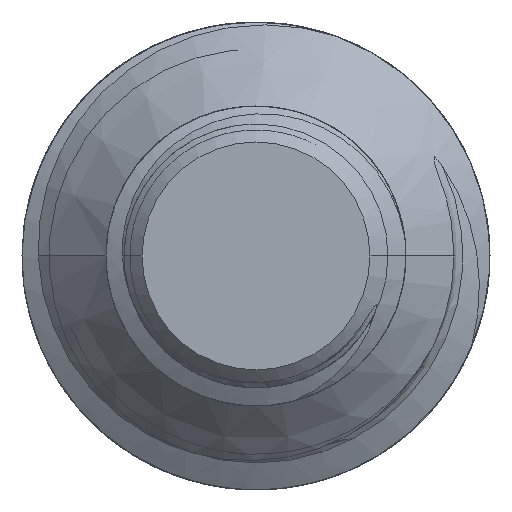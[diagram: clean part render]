
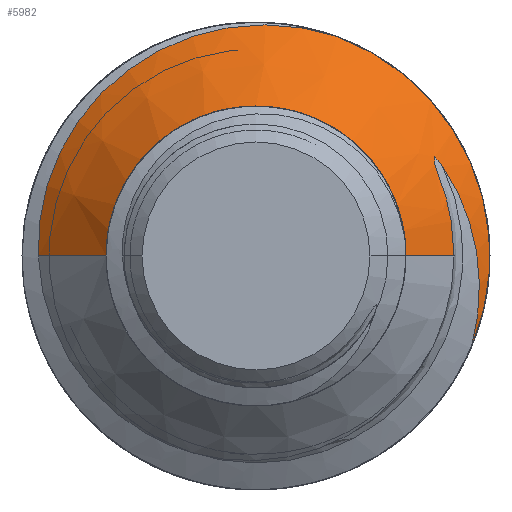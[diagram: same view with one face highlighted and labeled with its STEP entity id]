
A CAD part, left-side view. The second image highlights one B-rep face of the part: STEP entity #5982.
In plain terms, the highlighted conical face has half-angle 45 degrees and reference radius 1.6 mm.
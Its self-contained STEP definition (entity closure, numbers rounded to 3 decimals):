
#957=CARTESIAN_POINT('',(-11.3,-1.792,-0.769));
#1972=CARTESIAN_POINT('',(-11.3,0.,0.));
#1973=DIRECTION('',(1.,0.,0.));
#1974=DIRECTION('',(0.,-0.349,0.937));
#1975=AXIS2_PLACEMENT_3D('',#1972,#1973,#1974);
#1977=CARTESIAN_POINT('',(-11.3,-1.792,-0.769));
#1978=CARTESIAN_POINT('',(-11.315,-1.822,
-0.662));
#1979=CARTESIAN_POINT('',(-11.344,-1.862,
-0.446));
#1980=CARTESIAN_POINT('',(-11.389,-1.866,
-0.122));
#1981=CARTESIAN_POINT('',(-11.434,-1.815,
0.192));
#1982=CARTESIAN_POINT('',(-11.479,-1.711,
0.487));
#1983=CARTESIAN_POINT('',(-11.51,-1.611,
0.665));
#1984=CARTESIAN_POINT('',(-11.525,-1.555,0.748));
#1986=CARTESIAN_POINT('',(-11.6,-1.65,
0.));
#1987=CARTESIAN_POINT('',(-11.6,-1.65,
0.025));
#1988=CARTESIAN_POINT('',(-11.6,-1.649,
0.073));
#1989=CARTESIAN_POINT('',(-11.599,-1.645,
0.14));
#1990=CARTESIAN_POINT('',(-11.599,-1.639,
0.201));
#1991=CARTESIAN_POINT('',(-11.598,-1.632,
0.257));
#1992=CARTESIAN_POINT('',(-11.597,-1.624,
0.307));
#1993=CARTESIAN_POINT('',(-11.596,-1.616,
0.353));
#1994=CARTESIAN_POINT('',(-11.596,-1.607,
0.395));
#1995=CARTESIAN_POINT('',(-11.595,-1.598,
0.433));
#1996=CARTESIAN_POINT('',(-11.594,-1.589,
0.467));
#1997=CARTESIAN_POINT('',(-11.593,-1.581,
0.499));
#1998=CARTESIAN_POINT('',(-11.592,-1.572,
0.527));
#1999=CARTESIAN_POINT('',(-11.591,-1.565,
0.552));
#2000=CARTESIAN_POINT('',(-11.59,-1.557,
0.576));
#2001=CARTESIAN_POINT('',(-11.589,-1.55,
0.597));
#2002=CARTESIAN_POINT('',(-11.588,-1.544,
0.617));
#2003=CARTESIAN_POINT('',(-11.587,-1.537,
0.636));
#2004=CARTESIAN_POINT('',(-11.585,-1.531,
0.654));
#2005=CARTESIAN_POINT('',(-11.584,-1.525,
0.671));
#2006=CARTESIAN_POINT('',(-11.583,-1.519,
0.687));
#2007=CARTESIAN_POINT('',(-11.582,-1.513,
0.703));
#2008=CARTESIAN_POINT('',(-11.58,-1.507,
0.718));
#2009=CARTESIAN_POINT('',(-11.579,-1.502,
0.733));
#2010=CARTESIAN_POINT('',(-11.577,-1.497,
0.746));
#2011=CARTESIAN_POINT('',(-11.576,-1.493,
0.758));
#2012=CARTESIAN_POINT('',(-11.574,-1.489,
0.769));
#2013=CARTESIAN_POINT('',(-11.573,-1.485,
0.779));
#2014=CARTESIAN_POINT('',(-11.571,-1.482,
0.788));
#2015=CARTESIAN_POINT('',(-11.57,-1.48,
0.796));
#2016=CARTESIAN_POINT('',(-11.568,-1.477,
0.804));
#2017=CARTESIAN_POINT('',(-11.566,-1.476,
0.812));
#2018=CARTESIAN_POINT('',(-11.564,-1.474,
0.819));
#2019=CARTESIAN_POINT('',(-11.561,-1.474,
0.825));
#2020=CARTESIAN_POINT('',(-11.557,-1.476,
0.83));
#2021=CARTESIAN_POINT('',(-11.553,-1.48,
0.831));
#2022=CARTESIAN_POINT('',(-11.549,-1.485,
0.829));
#2023=CARTESIAN_POINT('',(-11.547,-1.49,
0.826));
#2024=CARTESIAN_POINT('',(-11.545,-1.494,
0.822));
#2025=CARTESIAN_POINT('',(-11.543,-1.499,
0.817));
#2026=CARTESIAN_POINT('',(-11.541,-1.504,
0.812));
#2027=CARTESIAN_POINT('',(-11.539,-1.509,
0.807));
#2028=CARTESIAN_POINT('',(-11.537,-1.514,
0.801));
#2029=CARTESIAN_POINT('',(-11.535,-1.52,
0.794));
#2030=CARTESIAN_POINT('',(-11.533,-1.526,
0.787));
#2031=CARTESIAN_POINT('',(-11.531,-1.532,
0.778));
#2032=CARTESIAN_POINT('',(-11.529,-1.539,
0.769));
#2033=CARTESIAN_POINT('',(-11.527,-1.547,
0.759));
#2034=CARTESIAN_POINT('',(-11.526,-1.552,
0.752));
#2035=CARTESIAN_POINT('',(-11.525,-1.555,0.748));
#2037=DIRECTION('',(0.707,-0.707,0.));
#2038=VECTOR('',#2037,0.566);
#2039=CARTESIAN_POINT('',(-12.,-1.25,
0.));
#2040=LINE('',#2039,#2038);
#2041=CARTESIAN_POINT('',(-11.3,-0.681,1.827));
#2042=CARTESIAN_POINT('',(-11.304,-0.584,
1.859));
#2043=CARTESIAN_POINT('',(-11.311,-0.384,
1.909));
#2044=CARTESIAN_POINT('',(-11.322,-0.076,
1.934));
#2045=CARTESIAN_POINT('',(-11.334,0.235,
1.91));
#2046=CARTESIAN_POINT('',(-11.345,0.534,
1.837));
#2047=CARTESIAN_POINT('',(-11.356,0.814,
1.719));
#2048=CARTESIAN_POINT('',(-11.368,1.072,1.557));
#2049=CARTESIAN_POINT('',(-11.379,1.298,1.359));
#2050=CARTESIAN_POINT('',(-11.39,1.489,1.127));
#2051=CARTESIAN_POINT('',(-11.402,1.64,
0.869));
#2052=CARTESIAN_POINT('',(-11.413,1.749,
0.587));
#2053=CARTESIAN_POINT('',(-11.425,1.81,
0.293));
#2054=CARTESIAN_POINT('',(-11.432,1.818,
0.097));
#2055=CARTESIAN_POINT('',(-11.436,1.814,
0.));
#2996=DIRECTION('',(0.707,0.707,0.));
#2997=VECTOR('',#2996,0.797);
#2998=CARTESIAN_POINT('',(-12.,1.25,
0.));
#2999=LINE('',#2998,#2997);
#3839=CARTESIAN_POINT('',(-12.,0.,0.));
#3840=DIRECTION('',(-1.,0.,0.));
#3841=DIRECTION('',(0.,-1.,0.));
#3842=AXIS2_PLACEMENT_3D('',#3839,#3840,#3841);
#4086=CARTESIAN_POINT('',(-12.,1.25,0.));
#4087=CARTESIAN_POINT('',(-12.,-1.25,0.));
#4088=VERTEX_POINT('',#4086);
#4089=VERTEX_POINT('',#4087);
#4165=VERTEX_POINT('',#957);
#4173=VERTEX_POINT('',#2041);
#4174=VERTEX_POINT('',#2055);
#4175=VERTEX_POINT('',#1986);
#4176=VERTEX_POINT('',#2035);
#5964=CARTESIAN_POINT('',(-11.65,0.,0.));
#5965=DIRECTION('',(1.,0.,0.));
#5966=DIRECTION('',(0.,0.,-1.));
#5967=AXIS2_PLACEMENT_3D('',#5964,#5965,#5966);
#5968=CONICAL_SURFACE('',#5967,1.6,45.);
#5969=ORIENTED_EDGE('',*,*,#4826,.T.);
#5971=ORIENTED_EDGE('',*,*,#5970,.T.);
#5972=ORIENTED_EDGE('',*,*,#5953,.F.);
#5974=ORIENTED_EDGE('',*,*,#5973,.F.);
#5976=ORIENTED_EDGE('',*,*,#5975,.T.);
#5978=ORIENTED_EDGE('',*,*,#5977,.T.);
#5979=ORIENTED_EDGE('',*,*,#4793,.F.);
#5980=EDGE_LOOP('',(#5969,#5971,#5972,#5974,#5976,#5978,#5979));
#5981=FACE_OUTER_BOUND('',#5980,.F.);
#1976=CIRCLE('',#1975,1.95);
#1985=B_SPLINE_CURVE_WITH_KNOTS('',3,(#1977,#1978,#1979,#1980,#1981,#1982,#1983,
#1984),.UNSPECIFIED.,.F.,.F.,(4,1,1,1,1,4),(0.,0.2,0.4,0.6,0.8,1.),
.UNSPECIFIED.);
#2036=B_SPLINE_CURVE_WITH_KNOTS('',3,(#1986,#1987,#1988,#1989,#1990,#1991,#1992,
#1993,#1994,#1995,#1996,#1997,#1998,#1999,#2000,#2001,#2002,#2003,#2004,#2005,
#2006,#2007,#2008,#2009,#2010,#2011,#2012,#2013,#2014,#2015,#2016,#2017,#2018,
#2019,#2020,#2021,#2022,#2023,#2024,#2025,#2026,#2027,#2028,#2029,#2030,#2031,
#2032,#2033,#2034,#2035),.UNSPECIFIED.,.F.,.F.,(4,1,1,1,1,1,1,1,1,1,1,1,1,1,1,1,
1,1,1,1,1,1,1,1,1,1,1,1,1,1,1,1,1,1,1,1,1,1,1,1,1,1,1,1,1,1,1,4),(0.,
0.021,0.043,0.064,0.085,
0.106,0.128,0.149,0.17,
0.191,0.213,0.234,0.255,
0.277,0.298,0.319,0.34,
0.362,0.383,0.404,0.426,
0.447,0.468,0.489,0.511,
0.532,0.553,0.574,0.596,
0.617,0.638,0.66,0.681,
0.702,0.723,0.745,0.766,
0.787,0.809,0.83,0.851,
0.872,0.894,0.915,0.936,
0.957,0.979,1.),.UNSPECIFIED.);
#2056=B_SPLINE_CURVE_WITH_KNOTS('',3,(#2041,#2042,#2043,#2044,#2045,#2046,#2047,
#2048,#2049,#2050,#2051,#2052,#2053,#2054,#2055),.UNSPECIFIED.,.F.,.F.,(4,1,1,1,
1,1,1,1,1,1,1,1,4),(0.,0.083,0.167,0.25,
0.333,0.417,0.5,0.583,0.667,
0.75,0.833,0.917,1.),.UNSPECIFIED.);
#3843=CIRCLE('',#3842,1.25);
#4793=EDGE_CURVE('',#4173,#4174,#2056,.T.);
#4826=EDGE_CURVE('',#4173,#4165,#1976,.T.);
#5953=EDGE_CURVE('',#4175,#4176,#2036,.T.);
#5970=EDGE_CURVE('',#4165,#4176,#1985,.T.);
#5973=EDGE_CURVE('',#4089,#4175,#2040,.T.);
#5975=EDGE_CURVE('',#4089,#4088,#3843,.T.);
#5977=EDGE_CURVE('',#4088,#4174,#2999,.T.);
#5982=ADVANCED_FACE('',(#5981),#5968,.T.);
